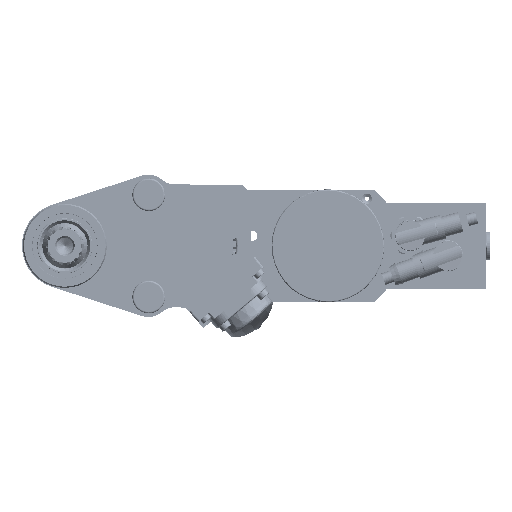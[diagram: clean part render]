
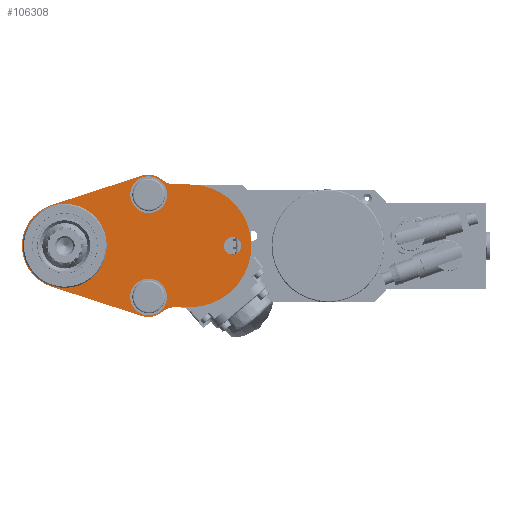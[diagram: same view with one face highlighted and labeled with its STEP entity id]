
A CAD part, left-side view. The second image highlights one B-rep face of the part: STEP entity #106308.
In plain terms, the highlighted planar face has unit normal (-1, 0, 0).
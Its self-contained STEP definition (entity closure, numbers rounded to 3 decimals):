
#6584=FACE_BOUND('',#20970,.T.);
#6585=FACE_BOUND('',#20971,.T.);
#6586=FACE_BOUND('',#20972,.T.);
#6587=FACE_BOUND('',#20973,.T.);
#9589=PLANE('',#115994);
#15149=FACE_OUTER_BOUND('',#20969,.T.);
#20969=EDGE_LOOP('',(#96789,#96790,#96791,#96792,#96793,#96794,#96795,#96796,
#96797,#96798));
#20970=EDGE_LOOP('',(#96799,#96800));
#20971=EDGE_LOOP('',(#96801,#96802));
#20972=EDGE_LOOP('',(#96803));
#20973=EDGE_LOOP('',(#96804));
#26041=CIRCLE('',#115990,1.);
#26042=CIRCLE('',#115992,1.);
#26043=CIRCLE('',#115995,2.1);
#26044=CIRCLE('',#115996,1.);
#26045=CIRCLE('',#115997,1.);
#26046=CIRCLE('',#115998,3.);
#26047=CIRCLE('',#115999,2.055);
#26048=CIRCLE('',#116000,2.055);
#26049=CIRCLE('',#116001,0.425);
#26050=CIRCLE('',#116002,0.425);
#26051=CIRCLE('',#116003,0.5);
#26052=CIRCLE('',#116004,0.5);
#35783=LINE('',#219968,#43815);
#35785=LINE('',#219972,#43817);
#35786=LINE('',#219976,#43818);
#35787=LINE('',#219982,#43819);
#43815=VECTOR('',#142496,0.723);
#43817=VECTOR('',#142500,4.658);
#43818=VECTOR('',#142503,4.658);
#43819=VECTOR('',#142508,0.723);
#53621=VERTEX_POINT('',#219957);
#53622=VERTEX_POINT('',#219959);
#53623=VERTEX_POINT('',#219963);
#53624=VERTEX_POINT('',#219967);
#53625=VERTEX_POINT('',#219971);
#53626=VERTEX_POINT('',#219973);
#53627=VERTEX_POINT('',#219975);
#53628=VERTEX_POINT('',#219977);
#53629=VERTEX_POINT('',#219979);
#53630=VERTEX_POINT('',#219981);
#53631=VERTEX_POINT('',#219984);
#53632=VERTEX_POINT('',#219985);
#53633=VERTEX_POINT('',#219988);
#53634=VERTEX_POINT('',#219989);
#53635=VERTEX_POINT('',#219992);
#53636=VERTEX_POINT('',#219994);
#68225=EDGE_CURVE('',#53622,#53621,#26041,.T.);
#68226=EDGE_CURVE('',#53621,#53623,#26042,.T.);
#68228=EDGE_CURVE('',#53624,#53623,#35783,.T.);
#68230=EDGE_CURVE('',#53622,#53625,#35785,.T.);
#68231=EDGE_CURVE('',#53626,#53625,#26043,.T.);
#68232=EDGE_CURVE('',#53627,#53626,#35786,.T.);
#68233=EDGE_CURVE('',#53628,#53627,#26044,.T.);
#68234=EDGE_CURVE('',#53628,#53629,#26045,.T.);
#68235=EDGE_CURVE('',#53630,#53629,#35787,.T.);
#68236=EDGE_CURVE('',#53630,#53624,#26046,.T.);
#68237=EDGE_CURVE('',#53631,#53632,#26047,.T.);
#68238=EDGE_CURVE('',#53632,#53631,#26048,.T.);
#68239=EDGE_CURVE('',#53633,#53634,#26049,.T.);
#68240=EDGE_CURVE('',#53634,#53633,#26050,.T.);
#68241=EDGE_CURVE('',#53635,#53635,#26051,.T.);
#68242=EDGE_CURVE('',#53636,#53636,#26052,.T.);
#96789=ORIENTED_EDGE('',*,*,#68225,.F.);
#96790=ORIENTED_EDGE('',*,*,#68230,.T.);
#96791=ORIENTED_EDGE('',*,*,#68231,.F.);
#96792=ORIENTED_EDGE('',*,*,#68232,.F.);
#96793=ORIENTED_EDGE('',*,*,#68233,.F.);
#96794=ORIENTED_EDGE('',*,*,#68234,.T.);
#96795=ORIENTED_EDGE('',*,*,#68235,.F.);
#96796=ORIENTED_EDGE('',*,*,#68236,.T.);
#96797=ORIENTED_EDGE('',*,*,#68228,.T.);
#96798=ORIENTED_EDGE('',*,*,#68226,.F.);
#96799=ORIENTED_EDGE('',*,*,#68237,.T.);
#96800=ORIENTED_EDGE('',*,*,#68238,.T.);
#96801=ORIENTED_EDGE('',*,*,#68239,.F.);
#96802=ORIENTED_EDGE('',*,*,#68240,.F.);
#96803=ORIENTED_EDGE('',*,*,#68241,.F.);
#96804=ORIENTED_EDGE('',*,*,#68242,.F.);
#106308=ADVANCED_FACE('',(#15149,#6584,#6585,#6586,#6587),#9589,.T.);
#115990=AXIS2_PLACEMENT_3D('',#219961,#142487,#142488);
#115992=AXIS2_PLACEMENT_3D('',#219964,#142491,#142492);
#115994=AXIS2_PLACEMENT_3D('',#219970,#142498,#142499);
#115995=AXIS2_PLACEMENT_3D('',#219974,#142501,#142502);
#115996=AXIS2_PLACEMENT_3D('',#219978,#142504,#142505);
#115997=AXIS2_PLACEMENT_3D('',#219980,#142506,#142507);
#115998=AXIS2_PLACEMENT_3D('',#219983,#142509,#142510);
#115999=AXIS2_PLACEMENT_3D('',#219986,#142511,#142512);
#116000=AXIS2_PLACEMENT_3D('',#219987,#142513,#142514);
#116001=AXIS2_PLACEMENT_3D('',#219990,#142515,#142516);
#116002=AXIS2_PLACEMENT_3D('',#219991,#142517,#142518);
#116003=AXIS2_PLACEMENT_3D('',#219993,#142519,#142520);
#116004=AXIS2_PLACEMENT_3D('',#219995,#142521,#142522);
#142487=DIRECTION('center_axis',(1.,0.,0.));
#142488=DIRECTION('ref_axis',(0.,0.309,0.951));
#142491=DIRECTION('center_axis',(-1.,0.,0.));
#142492=DIRECTION('ref_axis',(0.,0.653,-0.757));
#142496=DIRECTION('',(0.,1.,0.));
#142498=DIRECTION('center_axis',(-1.,0.,0.));
#142499=DIRECTION('ref_axis',(0.,0.,
1.));
#142500=DIRECTION('',(0.,0.951,-0.309));
#142501=DIRECTION('center_axis',(1.,0.,0.));
#142502=DIRECTION('ref_axis',(0.,0.309,-0.951));
#142503=DIRECTION('',(0.,0.951,0.309));
#142504=DIRECTION('center_axis',(1.,0.,0.));
#142505=DIRECTION('ref_axis',(0.,-0.653,-0.757));
#142506=DIRECTION('center_axis',(1.,0.,0.));
#142507=DIRECTION('ref_axis',(0.,0.653,0.757));
#142508=DIRECTION('',(0.,1.,0.));
#142509=DIRECTION('center_axis',(-1.,0.,0.));
#142510=DIRECTION('ref_axis',(0.,0.,
-1.));
#142511=DIRECTION('center_axis',(1.,0.,0.));
#142512=DIRECTION('ref_axis',(0.,0.,
1.));
#142513=DIRECTION('center_axis',(1.,0.,0.));
#142514=DIRECTION('ref_axis',(0.,0.,
1.));
#142515=DIRECTION('center_axis',(-1.,0.,0.));
#142516=DIRECTION('ref_axis',(0.,0.,
-1.));
#142517=DIRECTION('center_axis',(-1.,0.,0.));
#142518=DIRECTION('ref_axis',(0.,0.,
-1.));
#142519=DIRECTION('center_axis',(-1.,0.,0.));
#142520=DIRECTION('ref_axis',(0.,0.,
1.));
#142521=DIRECTION('center_axis',(-1.,0.,0.));
#142522=DIRECTION('ref_axis',(0.,0.,
1.));
#219957=CARTESIAN_POINT('',(-9.62,1.376,3.243));
#219959=CARTESIAN_POINT('',(-9.62,2.338,3.437));
#219961=CARTESIAN_POINT('Origin',(-9.62,2.029,2.486));
#219963=CARTESIAN_POINT('',(-9.62,0.723,3.));
#219964=CARTESIAN_POINT('Origin',(-9.62,0.723,4.));
#219967=CARTESIAN_POINT('',(-9.62,0.,3.));
#219968=CARTESIAN_POINT('',(-9.62,0.,3.));
#219970=CARTESIAN_POINT('Origin',(-9.62,0.,
0.));
#219971=CARTESIAN_POINT('',(-9.62,6.768,1.997));
#219972=CARTESIAN_POINT('',(-9.62,2.338,3.437));
#219973=CARTESIAN_POINT('',(-9.62,6.768,-1.997));
#219974=CARTESIAN_POINT('Origin',(-9.62,6.119,0.));
#219975=CARTESIAN_POINT('',(-9.62,2.338,-3.437));
#219976=CARTESIAN_POINT('',(-9.62,2.338,-3.437));
#219977=CARTESIAN_POINT('',(-9.62,1.376,-3.243));
#219978=CARTESIAN_POINT('Origin',(-9.62,2.029,-2.486));
#219979=CARTESIAN_POINT('',(-9.62,0.723,-3.));
#219980=CARTESIAN_POINT('Origin',(-9.62,0.723,-4.));
#219981=CARTESIAN_POINT('',(-9.62,0.,-3.));
#219982=CARTESIAN_POINT('',(-9.62,0.,-3.));
#219983=CARTESIAN_POINT('Origin',(-9.62,0.,
0.));
#219984=CARTESIAN_POINT('',(-9.62,6.119,2.055));
#219985=CARTESIAN_POINT('',(-9.62,6.119,-2.055));
#219986=CARTESIAN_POINT('Origin',(-9.62,6.119,0.));
#219987=CARTESIAN_POINT('Origin',(-9.62,6.119,0.));
#219988=CARTESIAN_POINT('',(-9.62,-2.081,-0.425));
#219989=CARTESIAN_POINT('',(-9.62,-2.081,0.425));
#219990=CARTESIAN_POINT('Origin',(-9.62,-2.081,0.));
#219991=CARTESIAN_POINT('Origin',(-9.62,-2.081,0.));
#219992=CARTESIAN_POINT('',(-9.62,2.019,3.));
#219993=CARTESIAN_POINT('Origin',(-9.62,2.019,2.5));
#219994=CARTESIAN_POINT('',(-9.62,2.019,-2.));
#219995=CARTESIAN_POINT('Origin',(-9.62,2.019,-2.5));
